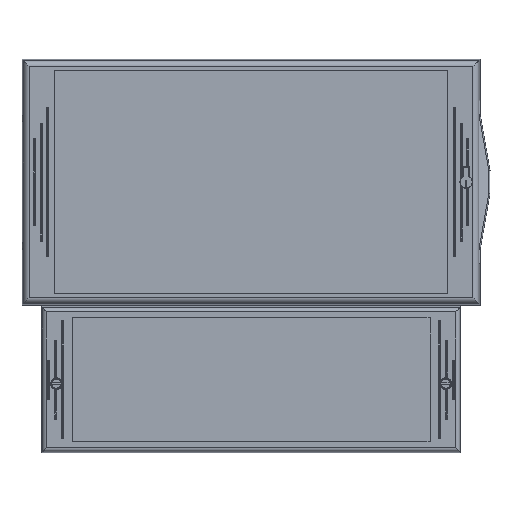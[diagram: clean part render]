
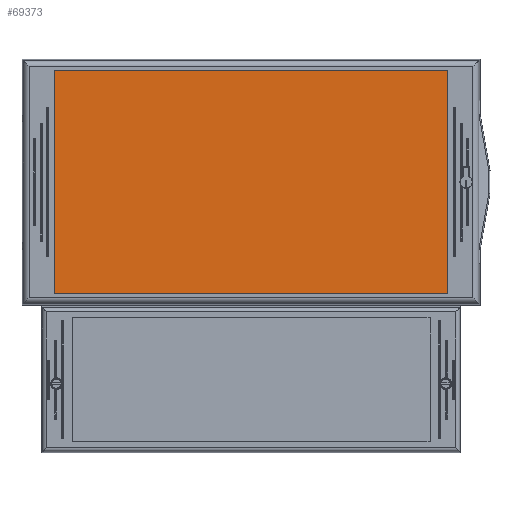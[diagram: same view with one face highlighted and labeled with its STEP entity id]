
A CAD part, top view. The second image highlights one B-rep face of the part: STEP entity #69373.
In plain terms, the highlighted planar face has unit normal (0, 0, 1).
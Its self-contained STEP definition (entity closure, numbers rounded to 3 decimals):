
#69271=CARTESIAN_POINT('',(-69.962,170.423,16.5));
#69272=VERTEX_POINT('',#69271);
#69273=CARTESIAN_POINT('',(-69.962,57.24,16.5));
#69274=VERTEX_POINT('',#69273);
#69275=CARTESIAN_POINT('',(-69.962,170.423,16.5));
#69276=DIRECTION('',(0.0,-1.0,0.0));
#69277=VECTOR('',#69276,113.183);
#69278=LINE('',#69275,#69277);
#69279=EDGE_CURVE('',#69272,#69274,#69278,.T.);
#69302=CARTESIAN_POINT('',(130.02,57.24,16.5));
#69303=VERTEX_POINT('',#69302);
#69304=CARTESIAN_POINT('',(-69.962,57.24,16.5));
#69305=DIRECTION('',(1.0,0.0,0.0));
#69306=VECTOR('',#69305,199.983);
#69307=LINE('',#69304,#69306);
#69308=EDGE_CURVE('',#69274,#69303,#69307,.T.);
#69326=CARTESIAN_POINT('',(130.02,170.423,16.5));
#69327=VERTEX_POINT('',#69326);
#69328=CARTESIAN_POINT('',(130.02,57.24,16.5));
#69329=DIRECTION('',(0.0,1.0,0.0));
#69330=VECTOR('',#69329,113.183);
#69331=LINE('',#69328,#69330);
#69332=EDGE_CURVE('',#69303,#69327,#69331,.T.);
#69350=CARTESIAN_POINT('',(130.02,170.423,16.5));
#69351=DIRECTION('',(-1.0,0.0,0.0));
#69352=VECTOR('',#69351,199.983);
#69353=LINE('',#69350,#69352);
#69354=EDGE_CURVE('',#69327,#69272,#69353,.T.);
#69362=CARTESIAN_POINT('',(30.029,113.832,16.5));
#69363=DIRECTION('',(0.0,0.0,1.0));
#69364=DIRECTION('',(1.0,0.0,0.0));
#69365=AXIS2_PLACEMENT_3D('',#69362,#69363,#69364);
#69366=PLANE('',#69365);
#69367=ORIENTED_EDGE('',*,*,#69279,.T.);
#69368=ORIENTED_EDGE('',*,*,#69308,.T.);
#69369=ORIENTED_EDGE('',*,*,#69332,.T.);
#69370=ORIENTED_EDGE('',*,*,#69354,.T.);
#69371=EDGE_LOOP('',(#69367,#69368,#69369,#69370));
#69372=FACE_OUTER_BOUND('',#69371,.T.);
#69373=ADVANCED_FACE('',(#69372),#69366,.T.);
